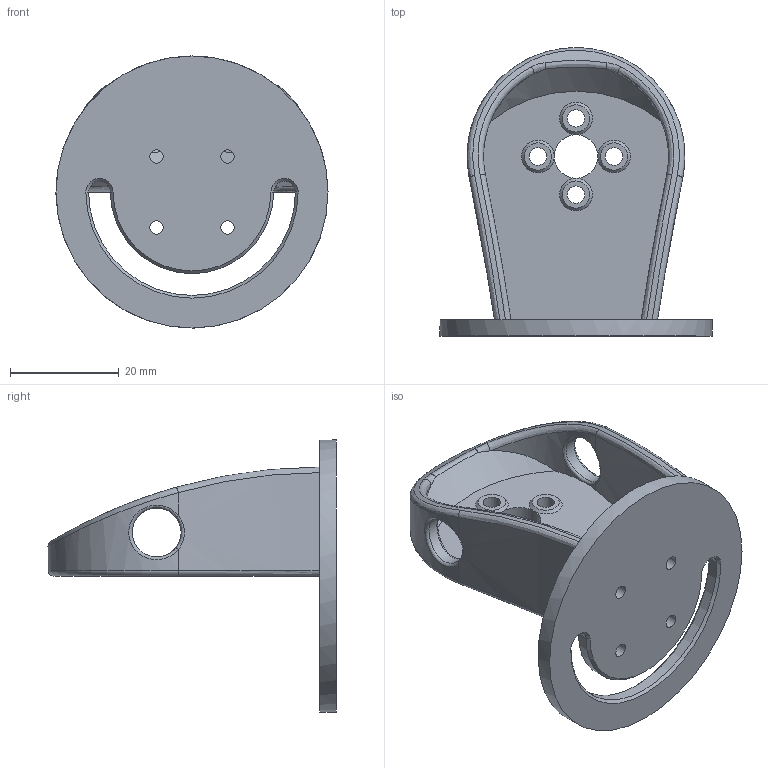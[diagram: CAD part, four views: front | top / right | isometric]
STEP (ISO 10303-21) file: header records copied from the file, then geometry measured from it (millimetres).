
FILE_DESCRIPTION(/* description */ (''),/* implementation_level */ '2;1');
FILE_NAME(/* name */ 'BRAÇO ROBÓTICO - Base C2_ipt_17d74486.STEP',/* time_stamp */ '2023-09-21T12:22:19-03:00',/* author */ ('Araújo, I.'),/* organization */ (''),/* preprocessor_version */ 'ST-DEVELOPER v18.1',/* originating_system */ 'Autodesk Inventor 2021',/* authorisation */ '');
FILE_SCHEMA (('AUTOMOTIVE_DESIGN { 1 0 10303 214 3 1 1 }'));
Length unit declared in the file: millimetre
Products named in the file (1): BRAÇO ROBÓTICO - Base C 3
Bounding box: 50 x 53 x 50 mm (x, y, z)
Volume: 13798 mm3; surface area: 10279.4 mm2
Topology: 1 solids, 1 shells, 69 faces, 191 edges, 120 vertices
Faces by surface type: cylinder 26, bspline 19, cone 12, plane 9, torus 3
Full cylindrical faces by diameter (mm): 2.5 x4, 3.2 x4, 8 x1, 9 x2, 50 x1
Entity records: 3215 total; most frequent: CARTESIAN_POINT 1442, ORIENTED_EDGE 382, DIRECTION 332, EDGE_CURVE 191, AXIS2_PLACEMENT_3D 144, VERTEX_POINT 120, CIRCLE 93, EDGE_LOOP 89
